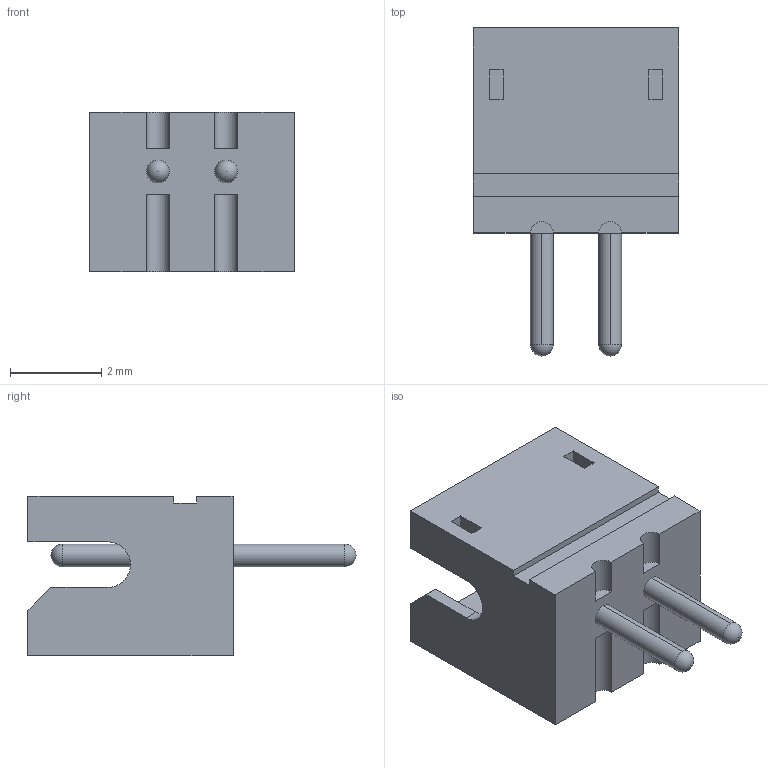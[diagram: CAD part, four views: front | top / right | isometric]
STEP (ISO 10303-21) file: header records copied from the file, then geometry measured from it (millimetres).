
FILE_DESCRIPTION (( 'STEP AP214' ), '1' );
FILE_NAME ('jst-1.5mm-2P.STEP', '2021-12-05T05:19:59', ( '' ), ( '' ), 'SwSTEP 2.0', 'SolidWorks 2019', '' );
FILE_SCHEMA (( 'AUTOMOTIVE_DESIGN' ));
Length unit declared in the file: millimetre
Products named in the file (1): jst-1.5mm-2P
Bounding box: 4.5 x 7.2 x 3.5 mm (x, y, z)
Volume: 25.7 mm3; surface area: 172.8 mm2
Topology: 1 solids, 1 shells, 52 faces, 150 edges, 100 vertices
Faces by surface type: plane 34, cylinder 14, sphere 4
Entity records: 1784 total; most frequent: CARTESIAN_POINT 283, ORIENTED_EDGE 276, DIRECTION 272, EDGE_CURVE 138, LINE 110, VECTOR 110, VERTEX_POINT 92, AXIS2_PLACEMENT_3D 81
